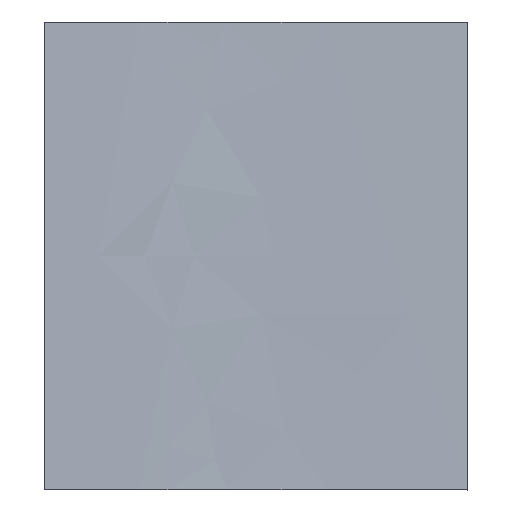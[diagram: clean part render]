
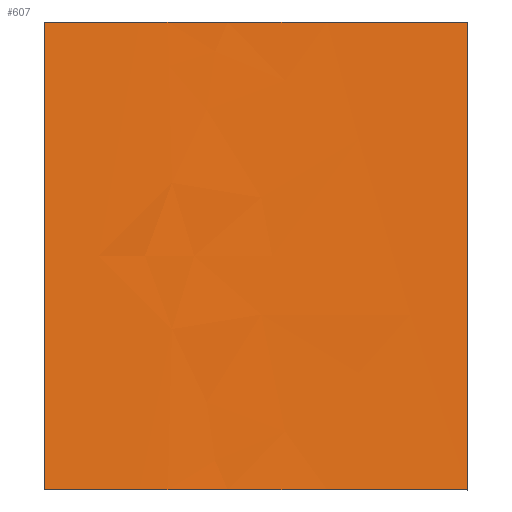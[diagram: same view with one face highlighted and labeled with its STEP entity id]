
A CAD part, top view. The second image highlights one B-rep face of the part: STEP entity #607.
In plain terms, the highlighted free-form (B-spline) face has degree [5, 1] with [20, 2] control points.
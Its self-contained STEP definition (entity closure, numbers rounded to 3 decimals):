
#17=B_SPLINE_CURVE_WITH_KNOTS('',3,(#1182,#1183,#1184,#1185,#1186,#1187),
 .UNSPECIFIED.,.F.,.F.,(4,2,4),(-21.,-10.5,0.),.UNSPECIFIED.);
#59=(
BOUNDED_CURVE()
B_SPLINE_CURVE(5,(#1189,#1190,#1191,#1192,#1193,#1194,#1195,#1196,#1197,
#1198,#1199,#1200,#1201,#1202,#1203,#1204,#1205,#1206,#1207,#1208),
 .UNSPECIFIED.,.F.,.F.)
B_SPLINE_CURVE_WITH_KNOTS((6,1,1,1,1,1,1,1,1,1,1,1,1,1,1,6),(0.062,
0.067,0.133,0.2,0.267,0.333,
0.4,0.467,0.533,0.6,0.667,0.733,
0.8,0.867,0.933,1.),.UNSPECIFIED.)
CURVE()
GEOMETRIC_REPRESENTATION_ITEM()
RATIONAL_B_SPLINE_CURVE((1.,1.,1.,1.,1.,1.,1.,1.,1.,1.,1.,1.,1.,1.,1.,1.,
1.,1.,1.,1.))
REPRESENTATION_ITEM('')
);
#60=(
BOUNDED_CURVE()
B_SPLINE_CURVE(5,(#1211,#1212,#1213,#1214,#1215,#1216,#1217,#1218,#1219,
#1220,#1221,#1222,#1223,#1224,#1225,#1226,#1227,#1228,#1229,#1230),
 .UNSPECIFIED.,.F.,.F.)
B_SPLINE_CURVE_WITH_KNOTS((6,1,1,1,1,1,1,1,1,1,1,1,1,1,1,6),(0.062,
0.067,0.133,0.2,0.267,0.333,
0.4,0.467,0.533,0.6,0.667,0.733,
0.8,0.867,0.933,1.),.UNSPECIFIED.)
CURVE()
GEOMETRIC_REPRESENTATION_ITEM()
RATIONAL_B_SPLINE_CURVE((1.,1.,1.,1.,1.,1.,1.,1.,1.,1.,1.,1.,1.,1.,1.,1.,
1.,1.,1.,1.))
REPRESENTATION_ITEM('')
);
#67=(
BOUNDED_SURFACE()
B_SPLINE_SURFACE(5,1,((#1140,#1141),(#1142,#1143),(#1144,#1145),(#1146,
#1147),(#1148,#1149),(#1150,#1151),(#1152,#1153),(#1154,#1155),(#1156,#1157),
(#1158,#1159),(#1160,#1161),(#1162,#1163),(#1164,#1165),(#1166,#1167),(#1168,
#1169),(#1170,#1171),(#1172,#1173),(#1174,#1175),(#1176,#1177),(#1178,#1179)),
 .UNSPECIFIED.,.F.,.F.,.F.)
B_SPLINE_SURFACE_WITH_KNOTS((6,1,1,1,1,1,1,1,1,1,1,1,1,1,1,6),(2,2),(0.,
0.067,0.133,0.2,0.267,0.333,
0.4,0.467,0.533,0.6,0.667,0.733,
0.8,0.867,0.933,1.),(0.,21.),.UNSPECIFIED.)
GEOMETRIC_REPRESENTATION_ITEM()
RATIONAL_B_SPLINE_SURFACE(((1.,1.),(1.,1.),(1.,1.),(1.,1.),(1.,1.),(1.,
1.),(1.,1.),(1.,1.),(1.,1.),(1.,1.),(1.,1.),(1.,1.),(1.,1.),(1.,1.),(1.,
1.),(1.,1.),(1.,1.),(1.,1.),(1.,1.),(1.,1.)))
REPRESENTATION_ITEM('')
SURFACE()
);
#101=FACE_OUTER_BOUND('',#147,.T.);
#147=EDGE_LOOP('',(#533,#534,#535,#536));
#177=LINE('',#1210,#207);
#207=VECTOR('',#847,10.);
#297=VERTEX_POINT('',#1180);
#298=VERTEX_POINT('',#1181);
#299=VERTEX_POINT('',#1188);
#300=VERTEX_POINT('',#1209);
#377=EDGE_CURVE('',#297,#298,#17,.T.);
#378=EDGE_CURVE('',#297,#299,#59,.T.);
#379=EDGE_CURVE('',#299,#300,#177,.T.);
#380=EDGE_CURVE('',#298,#300,#60,.T.);
#533=ORIENTED_EDGE('',*,*,#377,.F.);
#534=ORIENTED_EDGE('',*,*,#378,.T.);
#535=ORIENTED_EDGE('',*,*,#379,.T.);
#536=ORIENTED_EDGE('',*,*,#380,.F.);
#607=ADVANCED_FACE('',(#101),#67,.T.);
#847=DIRECTION('',(0.,1.,0.));
#1140=CARTESIAN_POINT('Ctrl Pts',(22.883,0.,87.429));
#1141=CARTESIAN_POINT('Ctrl Pts',(22.883,210.,87.429));
#1142=CARTESIAN_POINT('Ctrl Pts',(25.632,0.,85.688));
#1143=CARTESIAN_POINT('Ctrl Pts',(25.632,210.,85.688));
#1144=CARTESIAN_POINT('Ctrl Pts',(30.983,0.,82.284));
#1145=CARTESIAN_POINT('Ctrl Pts',(30.983,210.,82.284));
#1146=CARTESIAN_POINT('Ctrl Pts',(38.571,0.,77.411));
#1147=CARTESIAN_POINT('Ctrl Pts',(38.571,210.,77.411));
#1148=CARTESIAN_POINT('Ctrl Pts',(47.805,0.,71.382));
#1149=CARTESIAN_POINT('Ctrl Pts',(47.805,210.,71.382));
#1150=CARTESIAN_POINT('Ctrl Pts',(57.887,0.,64.636));
#1151=CARTESIAN_POINT('Ctrl Pts',(57.887,210.,64.636));
#1152=CARTESIAN_POINT('Ctrl Pts',(66.624,0.,58.66));
#1153=CARTESIAN_POINT('Ctrl Pts',(66.624,210.,58.66));
#1154=CARTESIAN_POINT('Ctrl Pts',(74.293,0.,53.392));
#1155=CARTESIAN_POINT('Ctrl Pts',(74.293,210.,53.392));
#1156=CARTESIAN_POINT('Ctrl Pts',(81.438,0.,48.688));
#1157=CARTESIAN_POINT('Ctrl Pts',(81.438,210.,48.688));
#1158=CARTESIAN_POINT('Ctrl Pts',(88.867,0.,44.323));
#1159=CARTESIAN_POINT('Ctrl Pts',(88.867,210.,44.323));
#1160=CARTESIAN_POINT('Ctrl Pts',(97.44,0.,40.054));
#1161=CARTESIAN_POINT('Ctrl Pts',(97.44,210.,40.054));
#1162=CARTESIAN_POINT('Ctrl Pts',(107.913,0.,35.657));
#1163=CARTESIAN_POINT('Ctrl Pts',(107.913,210.,35.657));
#1164=CARTESIAN_POINT('Ctrl Pts',(120.746,0.,30.984));
#1165=CARTESIAN_POINT('Ctrl Pts',(120.746,210.,30.984));
#1166=CARTESIAN_POINT('Ctrl Pts',(136.184,0.,25.945));
#1167=CARTESIAN_POINT('Ctrl Pts',(136.184,210.,25.945));
#1168=CARTESIAN_POINT('Ctrl Pts',(154.317,0.,20.492));
#1169=CARTESIAN_POINT('Ctrl Pts',(154.317,210.,20.492));
#1170=CARTESIAN_POINT('Ctrl Pts',(175.141,0.,14.605));
#1171=CARTESIAN_POINT('Ctrl Pts',(175.141,210.,14.605));
#1172=CARTESIAN_POINT('Ctrl Pts',(193.915,0.,9.547));
#1173=CARTESIAN_POINT('Ctrl Pts',(193.915,210.,9.547));
#1174=CARTESIAN_POINT('Ctrl Pts',(209.158,0.,5.56));
#1175=CARTESIAN_POINT('Ctrl Pts',(209.158,210.,5.56));
#1176=CARTESIAN_POINT('Ctrl Pts',(219.834,0.,2.817));
#1177=CARTESIAN_POINT('Ctrl Pts',(219.834,210.,2.817));
#1178=CARTESIAN_POINT('Ctrl Pts',(225.3,0.,1.425));
#1179=CARTESIAN_POINT('Ctrl Pts',(225.3,210.,1.425));
#1180=CARTESIAN_POINT('',(35.,0.,79.691));
#1181=CARTESIAN_POINT('',(35.,210.,79.691));
#1182=CARTESIAN_POINT('Ctrl Pts',(35.,0.,79.691));
#1183=CARTESIAN_POINT('Ctrl Pts',(35.,35.,79.691));
#1184=CARTESIAN_POINT('Ctrl Pts',(35.,70.,79.691));
#1185=CARTESIAN_POINT('Ctrl Pts',(35.,140.,79.691));
#1186=CARTESIAN_POINT('Ctrl Pts',(35.,175.,79.691));
#1187=CARTESIAN_POINT('Ctrl Pts',(35.,210.,79.691));
#1188=CARTESIAN_POINT('',(225.3,0.,1.425));
#1189=CARTESIAN_POINT('Ctrl Pts',(35.,0.,79.691));
#1190=CARTESIAN_POINT('Ctrl Pts',(35.18,0.,79.575));
#1191=CARTESIAN_POINT('Ctrl Pts',(37.831,0.,77.865));
#1192=CARTESIAN_POINT('Ctrl Pts',(42.79,0.,74.649));
#1193=CARTESIAN_POINT('Ctrl Pts',(49.675,0.,70.131));
#1194=CARTESIAN_POINT('Ctrl Pts',(57.887,0.,64.636));
#1195=CARTESIAN_POINT('Ctrl Pts',(66.624,0.,58.66));
#1196=CARTESIAN_POINT('Ctrl Pts',(74.293,0.,53.392));
#1197=CARTESIAN_POINT('Ctrl Pts',(81.438,0.,48.688));
#1198=CARTESIAN_POINT('Ctrl Pts',(88.867,0.,44.323));
#1199=CARTESIAN_POINT('Ctrl Pts',(97.44,0.,40.054));
#1200=CARTESIAN_POINT('Ctrl Pts',(107.913,0.,35.657));
#1201=CARTESIAN_POINT('Ctrl Pts',(120.746,0.,30.984));
#1202=CARTESIAN_POINT('Ctrl Pts',(136.184,0.,25.945));
#1203=CARTESIAN_POINT('Ctrl Pts',(154.317,0.,20.492));
#1204=CARTESIAN_POINT('Ctrl Pts',(175.141,0.,14.605));
#1205=CARTESIAN_POINT('Ctrl Pts',(193.915,0.,9.547));
#1206=CARTESIAN_POINT('Ctrl Pts',(209.158,0.,5.56));
#1207=CARTESIAN_POINT('Ctrl Pts',(219.834,0.,2.817));
#1208=CARTESIAN_POINT('Ctrl Pts',(225.3,0.,1.425));
#1209=CARTESIAN_POINT('',(225.3,210.,1.425));
#1210=CARTESIAN_POINT('',(225.3,0.,1.425));
#1211=CARTESIAN_POINT('Ctrl Pts',(35.,210.,79.691));
#1212=CARTESIAN_POINT('Ctrl Pts',(35.18,210.,79.575));
#1213=CARTESIAN_POINT('Ctrl Pts',(37.831,210.,77.865));
#1214=CARTESIAN_POINT('Ctrl Pts',(42.79,210.,74.649));
#1215=CARTESIAN_POINT('Ctrl Pts',(49.675,210.,70.131));
#1216=CARTESIAN_POINT('Ctrl Pts',(57.887,210.,64.636));
#1217=CARTESIAN_POINT('Ctrl Pts',(66.624,210.,58.66));
#1218=CARTESIAN_POINT('Ctrl Pts',(74.293,210.,53.392));
#1219=CARTESIAN_POINT('Ctrl Pts',(81.438,210.,48.688));
#1220=CARTESIAN_POINT('Ctrl Pts',(88.867,210.,44.323));
#1221=CARTESIAN_POINT('Ctrl Pts',(97.44,210.,40.054));
#1222=CARTESIAN_POINT('Ctrl Pts',(107.913,210.,35.657));
#1223=CARTESIAN_POINT('Ctrl Pts',(120.746,210.,30.984));
#1224=CARTESIAN_POINT('Ctrl Pts',(136.184,210.,25.945));
#1225=CARTESIAN_POINT('Ctrl Pts',(154.317,210.,20.492));
#1226=CARTESIAN_POINT('Ctrl Pts',(175.141,210.,14.605));
#1227=CARTESIAN_POINT('Ctrl Pts',(193.915,210.,9.547));
#1228=CARTESIAN_POINT('Ctrl Pts',(209.158,210.,5.56));
#1229=CARTESIAN_POINT('Ctrl Pts',(219.834,210.,2.817));
#1230=CARTESIAN_POINT('Ctrl Pts',(225.3,210.,1.425));
